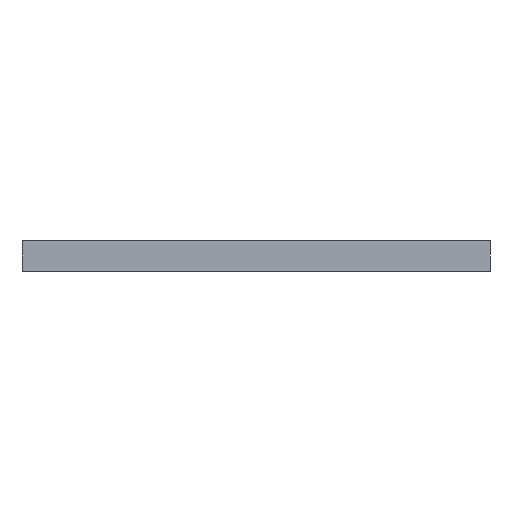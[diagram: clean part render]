
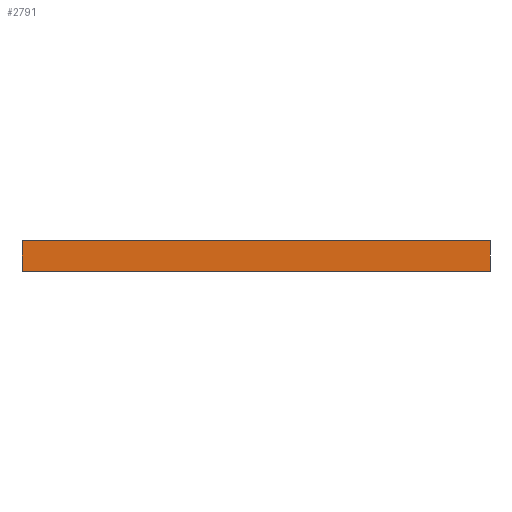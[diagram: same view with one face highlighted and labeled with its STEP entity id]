
A CAD part, left-side view. The second image highlights one B-rep face of the part: STEP entity #2791.
In plain terms, the highlighted planar face has unit normal (-1, 0, 0).
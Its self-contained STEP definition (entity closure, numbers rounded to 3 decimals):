
#251=FACE_OUTER_BOUND('',#382,.T.);
#382=EDGE_LOOP('',(#2227,#2228,#2229,#2230));
#762=LINE('',#4323,#1106);
#763=LINE('',#4326,#1107);
#764=LINE('',#4328,#1108);
#765=LINE('',#4329,#1109);
#1106=VECTOR('',#3561,10.);
#1107=VECTOR('',#3564,10.);
#1108=VECTOR('',#3565,10.);
#1109=VECTOR('',#3566,10.);
#1376=VERTEX_POINT('',#4317);
#1378=VERTEX_POINT('',#4321);
#1379=VERTEX_POINT('',#4325);
#1380=VERTEX_POINT('',#4327);
#1738=EDGE_CURVE('',#1376,#1378,#762,.T.);
#1739=EDGE_CURVE('',#1376,#1379,#763,.T.);
#1740=EDGE_CURVE('',#1380,#1378,#764,.T.);
#1741=EDGE_CURVE('',#1379,#1380,#765,.T.);
#2227=ORIENTED_EDGE('',*,*,#1739,.F.);
#2228=ORIENTED_EDGE('',*,*,#1738,.T.);
#2229=ORIENTED_EDGE('',*,*,#1740,.F.);
#2230=ORIENTED_EDGE('',*,*,#1741,.F.);
#2664=PLANE('',#2968);
#2791=ADVANCED_FACE('',(#251),#2664,.T.);
#2968=AXIS2_PLACEMENT_3D('',#4324,#3562,#3563);
#3561=DIRECTION('',(0.,0.,-1.));
#3562=DIRECTION('center_axis',(-1.,0.,0.));
#3563=DIRECTION('ref_axis',(0.,1.,0.));
#3564=DIRECTION('',(0.,-1.,0.));
#3565=DIRECTION('',(0.,1.,0.));
#3566=DIRECTION('',(0.,0.,-1.));
#4317=CARTESIAN_POINT('',(-75.492,69.854,0.));
#4321=CARTESIAN_POINT('',(-75.492,69.854,-9.));
#4323=CARTESIAN_POINT('',(-75.492,69.854,0.));
#4324=CARTESIAN_POINT('Origin',(-75.492,-70.146,0.));
#4325=CARTESIAN_POINT('',(-75.492,-70.146,0.));
#4326=CARTESIAN_POINT('',(-75.492,69.854,0.));
#4327=CARTESIAN_POINT('',(-75.492,-70.146,-9.));
#4328=CARTESIAN_POINT('',(-75.492,69.854,-9.));
#4329=CARTESIAN_POINT('',(-75.492,-70.146,0.));
